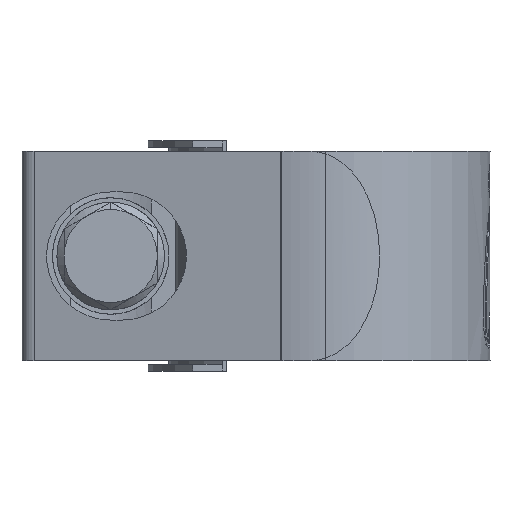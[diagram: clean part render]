
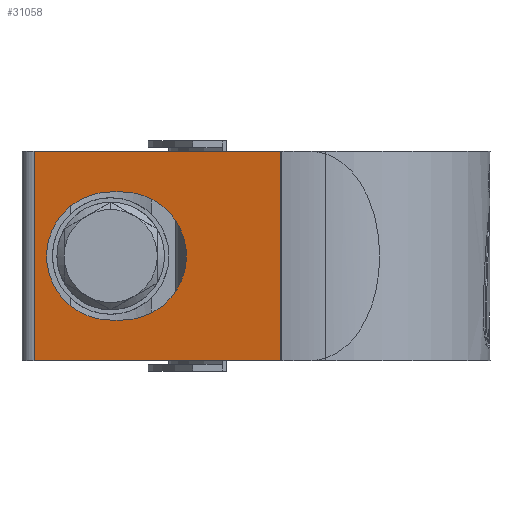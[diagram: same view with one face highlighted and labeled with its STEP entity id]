
A CAD part, left-side view. The second image highlights one B-rep face of the part: STEP entity #31058.
In plain terms, the highlighted planar face has unit normal (-0.979, 0.202, 0).
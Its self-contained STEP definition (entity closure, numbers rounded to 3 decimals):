
#434 = DIRECTION ( 'NONE',  ( 0., 0., -1. ) ) ;
#470 = CARTESIAN_POINT ( 'NONE',  ( -11.272, 18.474, 5.5 ) ) ;
#859 = VECTOR ( 'NONE', #1750, 1000. ) ;
#1334 = CARTESIAN_POINT ( 'NONE',  ( -14.284, 3.887, 9. ) ) ;
#1412 = CARTESIAN_POINT ( 'NONE',  ( -9.913, 25.054, 9. ) ) ;
#1750 = DIRECTION ( 'NONE',  ( 0.202, 0.979, 0. ) ) ;
#1797 = CARTESIAN_POINT ( 'NONE',  ( -9.913, 25.054, 9. ) ) ;
#2093 = DIRECTION ( 'NONE',  ( -0.202, -0.979, 0. ) ) ;
#2751 = FACE_OUTER_BOUND ( 'NONE', #27722, .T. ) ;
#3065 = FACE_BOUND ( 'NONE', #20278, .T. ) ;
#3712 = ORIENTED_EDGE ( 'NONE', *, *, #8496, .F. ) ;
#3968 = VECTOR ( 'NONE', #25784, 1000. ) ;
#4059 = ORIENTED_EDGE ( 'NONE', *, *, #13600, .F. ) ;
#4062 = VERTEX_POINT ( 'NONE', #6108 ) ;
#4703 = LINE ( 'NONE', #9955, #859 ) ;
#5198 = PLANE ( 'NONE',  #5980 ) ;
#5363 = CARTESIAN_POINT ( 'NONE',  ( -14.284, 3.887, -9. ) ) ;
#5980 = AXIS2_PLACEMENT_3D ( 'NONE', #23822, #13570, #24145 ) ;
#6103 = EDGE_CURVE ( 'NONE', #15832, #6861, #12937, .T. ) ;
#6108 = CARTESIAN_POINT ( 'NONE',  ( -11.478, 17.474, 5.5 ) ) ;
#6161 = CARTESIAN_POINT ( 'NONE',  ( -11.272, 18.474, 5.5 ) ) ;
#6861 = VERTEX_POINT ( 'NONE', #5363 ) ;
#7468 = ORIENTED_EDGE ( 'NONE', *, *, #13384, .F. ) ;
#7848 = CARTESIAN_POINT ( 'NONE',  ( -14.284, 3.887, 9. ) ) ;
#7931 =( BOUNDED_CURVE ( )  B_SPLINE_CURVE ( 3, ( #12360, #25203, #17387, #31271 ),
 .UNSPECIFIED., .F., .F. ) 
 B_SPLINE_CURVE_WITH_KNOTS ( ( 4, 4 ),
 ( 4.712, 7.854 ),
 .UNSPECIFIED. ) 
 CURVE ( )  GEOMETRIC_REPRESENTATION_ITEM ( )  RATIONAL_B_SPLINE_CURVE ( ( 1., 0.333, 0.333, 1. ) ) 
 REPRESENTATION_ITEM ( '' )  );
#8496 = EDGE_CURVE ( 'NONE', #24575, #28362, #17164, .T. ) ;
#9955 = CARTESIAN_POINT ( 'NONE',  ( -14.284, 3.887, 5.5 ) ) ;
#10475 = LINE ( 'NONE', #7848, #14786 ) ;
#12360 = CARTESIAN_POINT ( 'NONE',  ( -11.478, 17.474, -5.5 ) ) ;
#12400 = LINE ( 'NONE', #15009, #15911 ) ;
#12594 = EDGE_CURVE ( 'NONE', #28980, #22666, #12400, .T. ) ;
#12787 = EDGE_CURVE ( 'NONE', #4062, #28299, #4703, .T. ) ;
#12937 = LINE ( 'NONE', #18314, #3968 ) ;
#13384 = EDGE_CURVE ( 'NONE', #22666, #6861, #10475, .T. ) ;
#13570 = DIRECTION ( 'NONE',  ( 0.979, -0.202, 0. ) ) ;
#13600 = EDGE_CURVE ( 'NONE', #28362, #4062, #7931, .T. ) ;
#13654 = ORIENTED_EDGE ( 'NONE', *, *, #12787, .F. ) ;
#13891 = DIRECTION ( 'NONE',  ( -0.202, -0.979, 0. ) ) ;
#14786 = VECTOR ( 'NONE', #18473, 1000. ) ;
#15009 = CARTESIAN_POINT ( 'NONE',  ( -14.284, 3.887, 9. ) ) ;
#15832 = VERTEX_POINT ( 'NONE', #21920 ) ;
#15911 = VECTOR ( 'NONE', #2093, 1000. ) ;
#16166 = CARTESIAN_POINT ( 'NONE',  ( -9., 29.474, 5.5 ) ) ;
#16337 = CARTESIAN_POINT ( 'NONE',  ( -11.272, 18.474, -5.5 ) ) ;
#16960 = ORIENTED_EDGE ( 'NONE', *, *, #12594, .F. ) ;
#17164 = LINE ( 'NONE', #32785, #24020 ) ;
#17387 = CARTESIAN_POINT ( 'NONE',  ( -13.75, 6.474, 5.5 ) ) ;
#18314 = CARTESIAN_POINT ( 'NONE',  ( -14.284, 3.887, -9. ) ) ;
#18473 = DIRECTION ( 'NONE',  ( 0., 0., -1. ) ) ;
#19227 = CARTESIAN_POINT ( 'NONE',  ( -11.478, 17.474, -5.5 ) ) ;
#20278 = EDGE_LOOP ( 'NONE', ( #4059, #3712, #20288, #13654 ) ) ;
#20288 = ORIENTED_EDGE ( 'NONE', *, *, #31057, .F. ) ;
#21554 = CARTESIAN_POINT ( 'NONE',  ( -9., 29.474, -5.5 ) ) ;
#21815 = ORIENTED_EDGE ( 'NONE', *, *, #32700, .T. ) ;
#21844 = LINE ( 'NONE', #1412, #26588 ) ;
#21920 = CARTESIAN_POINT ( 'NONE',  ( -9.913, 25.054, -9. ) ) ;
#22666 = VERTEX_POINT ( 'NONE', #1334 ) ;
#23822 = CARTESIAN_POINT ( 'NONE',  ( -14.284, 3.887, 9. ) ) ;
#24020 = VECTOR ( 'NONE', #13891, 1000. ) ;
#24145 = DIRECTION ( 'NONE',  ( 0.202, 0.979, 0. ) ) ;
#24575 = VERTEX_POINT ( 'NONE', #16337 ) ;
#25203 = CARTESIAN_POINT ( 'NONE',  ( -13.75, 6.474, -5.5 ) ) ;
#25784 = DIRECTION ( 'NONE',  ( -0.202, -0.979, 0. ) ) ;
#26588 = VECTOR ( 'NONE', #434, 1000. ) ;
#26743 = CARTESIAN_POINT ( 'NONE',  ( -11.272, 18.474, -5.5 ) ) ;
#27709 =( BOUNDED_CURVE ( )  B_SPLINE_CURVE ( 3, ( #470, #16166, #21554, #26743 ),
 .UNSPECIFIED., .F., .F. ) 
 B_SPLINE_CURVE_WITH_KNOTS ( ( 4, 4 ),
 ( 1.571, 4.712 ),
 .UNSPECIFIED. ) 
 CURVE ( )  GEOMETRIC_REPRESENTATION_ITEM ( )  RATIONAL_B_SPLINE_CURVE ( ( 1., 0.333, 0.333, 1. ) ) 
 REPRESENTATION_ITEM ( '' )  );
#27722 = EDGE_LOOP ( 'NONE', ( #31275, #7468, #16960, #21815 ) ) ;
#28299 = VERTEX_POINT ( 'NONE', #6161 ) ;
#28362 = VERTEX_POINT ( 'NONE', #19227 ) ;
#28980 = VERTEX_POINT ( 'NONE', #1797 ) ;
#31057 = EDGE_CURVE ( 'NONE', #28299, #24575, #27709, .T. ) ;
#31058 = ADVANCED_FACE ( 'NONE', ( #2751, #3065 ), #5198, .F. ) ;
#31271 = CARTESIAN_POINT ( 'NONE',  ( -11.478, 17.474, 5.5 ) ) ;
#31275 = ORIENTED_EDGE ( 'NONE', *, *, #6103, .T. ) ;
#32700 = EDGE_CURVE ( 'NONE', #28980, #15832, #21844, .T. ) ;
#32785 = CARTESIAN_POINT ( 'NONE',  ( -14.284, 3.887, -5.5 ) ) ;
